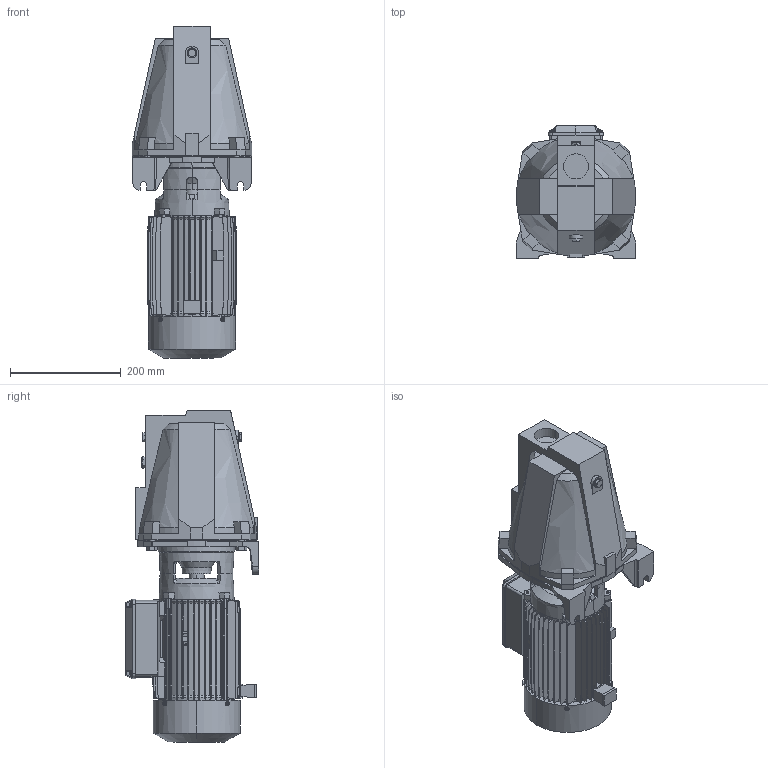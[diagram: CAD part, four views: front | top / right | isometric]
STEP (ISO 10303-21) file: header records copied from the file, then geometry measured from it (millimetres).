
FILE_DESCRIPTION (( 'STEP AP214' ), '1' );
FILE_NAME ('4.93.201.03swa01.step', '2021-11-16T13:44:11', ( 'Windows User' ), ( '' ), 'SwSTEP 2.0', 'SolidWorks 2020', '' );
FILE_SCHEMA (( 'AUTOMOTIVE_DESIGN' ));
Length unit declared in the file: millimetre
Products named in the file (3): Copia di 4_93_201_03_REV00^4.93.201.03swa01; 4.93.201.03swa01; 10008463swp01_H27 Semplificato
Assembly tree (2 placements, depth 2):
  4.93.201.03swa01
    Copia di 4_93_201_03_REV00^4.93.201.03swa01
    10008463swp01_H27 Semplificato
Bounding box: 215 x 240.71 x 598.5 mm (x, y, z)
Volume: 12297138.8 mm3; surface area: 841199 mm2
Topology: 12 solids, 12 shells, 2626 faces, 7326 edges, 4827 vertices
Faces by surface type: bspline 1089, plane 1029, cylinder 297, cone 193, sphere 16, torus 2
Entity records: 89625 total; most frequent: CARTESIAN_POINT 28011, ORIENTED_EDGE 14648, DIRECTION 9519, EDGE_CURVE 7324, VERTEX_POINT 4827, LINE 4779, VECTOR 4779, EDGE_LOOP 2753
